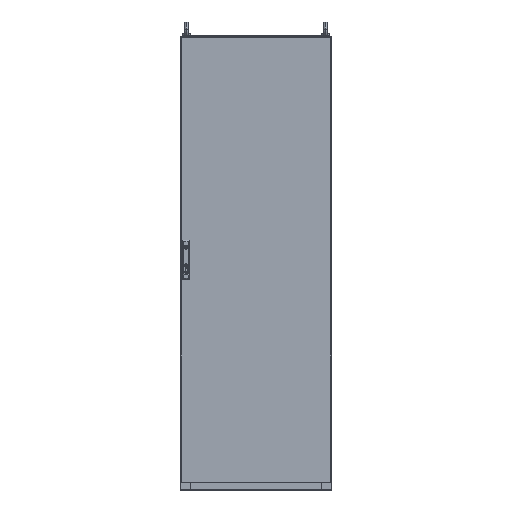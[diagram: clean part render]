
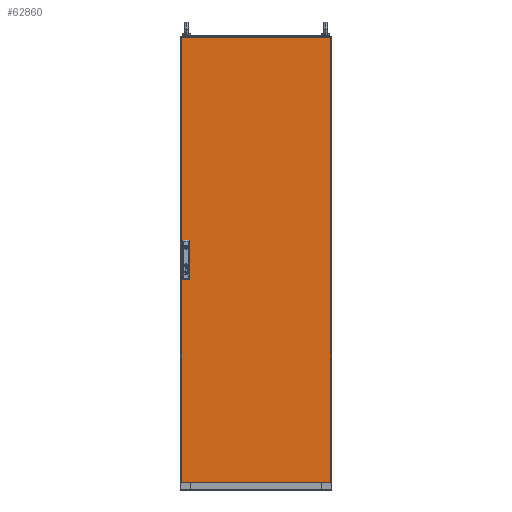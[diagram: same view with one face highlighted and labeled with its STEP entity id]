
A CAD part, top view. The second image highlights one B-rep face of the part: STEP entity #62860.
In plain terms, the highlighted planar face has unit normal (0, 0, 1).
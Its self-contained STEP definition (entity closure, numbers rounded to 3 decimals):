
#284 = EDGE_CURVE ( 'NONE', #123766, #110086, #60650, .T. ) ;
#943 = PLANE ( 'NONE',  #6538 ) ;
#3931 = DIRECTION ( 'NONE',  ( 1., 0., 0. ) ) ;
#6538 = AXIS2_PLACEMENT_3D ( 'NONE', #95820, #62300, #60701 ) ;
#9451 = LINE ( 'NONE', #22207, #125184 ) ;
#10222 = DIRECTION ( 'NONE',  ( 0., 1., 0. ) ) ;
#11359 = ORIENTED_EDGE ( 'NONE', *, *, #84150, .F. ) ;
#12101 = ORIENTED_EDGE ( 'NONE', *, *, #87572, .F. ) ;
#16462 = DIRECTION ( 'NONE',  ( 0., -1., 0. ) ) ;
#16783 = VECTOR ( 'NONE', #3931, 1000. ) ;
#17299 = EDGE_CURVE ( 'NONE', #18974, #109231, #69648, .T. ) ;
#18974 = VERTEX_POINT ( 'NONE', #123943 ) ;
#19429 = ORIENTED_EDGE ( 'NONE', *, *, #156130, .T. ) ;
#21126 = VECTOR ( 'NONE', #43519, 1000. ) ;
#22207 = CARTESIAN_POINT ( 'NONE',  ( -265.7, -61.5, 0. ) ) ;
#23226 = LINE ( 'NONE', #110757, #100995 ) ;
#23460 = DIRECTION ( 'NONE',  ( 1., 0., 0. ) ) ;
#24106 = FACE_OUTER_BOUND ( 'NONE', #28603, .T. ) ;
#26033 = CARTESIAN_POINT ( 'NONE',  ( -297., 897., 0. ) ) ;
#28603 = EDGE_LOOP ( 'NONE', ( #71953, #48513, #19429, #61310 ) ) ;
#29594 = ORIENTED_EDGE ( 'NONE', *, *, #34205, .F. ) ;
#34130 = CARTESIAN_POINT ( 'NONE',  ( -297., 897., 0. ) ) ;
#34205 = EDGE_CURVE ( 'NONE', #79305, #18974, #65834, .T. ) ;
#35382 = LINE ( 'NONE', #132501, #131774 ) ;
#35671 = DIRECTION ( 'NONE',  ( -1., 0., 0. ) ) ;
#36031 = FACE_BOUND ( 'NONE', #106305, .T. ) ;
#41118 = EDGE_CURVE ( 'NONE', #109231, #145183, #128009, .T. ) ;
#41166 = CARTESIAN_POINT ( 'NONE',  ( -290.7, 38.5, 0. ) ) ;
#43519 = DIRECTION ( 'NONE',  ( 0., 1., 0. ) ) ;
#46941 = VECTOR ( 'NONE', #16462, 1000. ) ;
#47125 = VECTOR ( 'NONE', #35671, 1000. ) ;
#47958 = FACE_BOUND ( 'NONE', #94887, .T. ) ;
#48104 = CARTESIAN_POINT ( 'NONE',  ( -290.7, -11.5, 0. ) ) ;
#48513 = ORIENTED_EDGE ( 'NONE', *, *, #118235, .T. ) ;
#48688 = DIRECTION ( 'NONE',  ( 0., -1., 0. ) ) ;
#53508 = CARTESIAN_POINT ( 'NONE',  ( -265.7, -11.5, 0. ) ) ;
#59898 = VECTOR ( 'NONE', #108888, 1000. ) ;
#60650 = LINE ( 'NONE', #97327, #76651 ) ;
#60701 = DIRECTION ( 'NONE',  ( 1., 0., 0. ) ) ;
#60996 = ORIENTED_EDGE ( 'NONE', *, *, #284, .F. ) ;
#61032 = VECTOR ( 'NONE', #150640, 1000. ) ;
#61310 = ORIENTED_EDGE ( 'NONE', *, *, #102800, .T. ) ;
#62300 = DIRECTION ( 'NONE',  ( 0., 0., 1. ) ) ;
#62860 = ADVANCED_FACE ( 'NONE', ( #47958, #36031, #24106 ), #943, .T. ) ;
#62926 = ORIENTED_EDGE ( 'NONE', *, *, #17299, .F. ) ;
#63704 = CARTESIAN_POINT ( 'NONE',  ( -290.7, -61.5, 0. ) ) ;
#65834 = LINE ( 'NONE', #41166, #46941 ) ;
#66986 = VERTEX_POINT ( 'NONE', #104517 ) ;
#67388 = CARTESIAN_POINT ( 'NONE',  ( 297., 897., 0. ) ) ;
#67866 = LINE ( 'NONE', #53508, #61032 ) ;
#68678 = CARTESIAN_POINT ( 'NONE',  ( -297., -870., 0. ) ) ;
#68707 = ORIENTED_EDGE ( 'NONE', *, *, #94084, .F. ) ;
#69056 = EDGE_CURVE ( 'NONE', #110086, #122208, #35382, .T. ) ;
#69648 = LINE ( 'NONE', #145823, #71066 ) ;
#71066 = VECTOR ( 'NONE', #74177, 1000. ) ;
#71953 = ORIENTED_EDGE ( 'NONE', *, *, #96179, .T. ) ;
#74177 = DIRECTION ( 'NONE',  ( 1., 0., 0. ) ) ;
#74871 = CARTESIAN_POINT ( 'NONE',  ( -265.7, 88.5, 0. ) ) ;
#76150 = VERTEX_POINT ( 'NONE', #157483 ) ;
#76651 = VECTOR ( 'NONE', #48688, 1000. ) ;
#79305 = VERTEX_POINT ( 'NONE', #125044 ) ;
#79367 = LINE ( 'NONE', #67388, #21126 ) ;
#84150 = EDGE_CURVE ( 'NONE', #66986, #123766, #67866, .T. ) ;
#85587 = ORIENTED_EDGE ( 'NONE', *, *, #41118, .F. ) ;
#86604 = LINE ( 'NONE', #26033, #59898 ) ;
#87572 = EDGE_CURVE ( 'NONE', #145183, #79305, #23226, .T. ) ;
#90740 = VERTEX_POINT ( 'NONE', #124403 ) ;
#91450 = CARTESIAN_POINT ( 'NONE',  ( -265.7, 38.5, 0. ) ) ;
#92760 = CARTESIAN_POINT ( 'NONE',  ( -297., 897., 0. ) ) ;
#93893 = LINE ( 'NONE', #34130, #47125 ) ;
#94084 = EDGE_CURVE ( 'NONE', #122208, #66986, #9451, .T. ) ;
#94887 = EDGE_LOOP ( 'NONE', ( #29594, #12101, #85587, #62926 ) ) ;
#95820 = CARTESIAN_POINT ( 'NONE',  ( 0., 0., 0. ) ) ;
#96179 = EDGE_CURVE ( 'NONE', #117916, #108368, #86604, .T. ) ;
#97327 = CARTESIAN_POINT ( 'NONE',  ( -290.7, -61.5, 0. ) ) ;
#100995 = VECTOR ( 'NONE', #133027, 1000. ) ;
#102800 = EDGE_CURVE ( 'NONE', #90740, #117916, #93893, .T. ) ;
#103021 = VECTOR ( 'NONE', #129569, 1000. ) ;
#104517 = CARTESIAN_POINT ( 'NONE',  ( -265.7, -11.5, 0. ) ) ;
#106305 = EDGE_LOOP ( 'NONE', ( #60996, #11359, #68707, #140452 ) ) ;
#108368 = VERTEX_POINT ( 'NONE', #68678 ) ;
#108888 = DIRECTION ( 'NONE',  ( 0., -1., 0. ) ) ;
#109231 = VERTEX_POINT ( 'NONE', #154376 ) ;
#110086 = VERTEX_POINT ( 'NONE', #63704 ) ;
#110757 = CARTESIAN_POINT ( 'NONE',  ( -265.7, 88.5, 0. ) ) ;
#113032 = CARTESIAN_POINT ( 'NONE',  ( -297., -870., 0. ) ) ;
#117916 = VERTEX_POINT ( 'NONE', #92760 ) ;
#118235 = EDGE_CURVE ( 'NONE', #108368, #76150, #149623, .T. ) ;
#122208 = VERTEX_POINT ( 'NONE', #156749 ) ;
#123766 = VERTEX_POINT ( 'NONE', #48104 ) ;
#123943 = CARTESIAN_POINT ( 'NONE',  ( -290.7, 38.5, 0. ) ) ;
#124403 = CARTESIAN_POINT ( 'NONE',  ( 297., 897., 0. ) ) ;
#125044 = CARTESIAN_POINT ( 'NONE',  ( -290.7, 88.5, 0. ) ) ;
#125184 = VECTOR ( 'NONE', #10222, 1000. ) ;
#128009 = LINE ( 'NONE', #91450, #103021 ) ;
#129569 = DIRECTION ( 'NONE',  ( 0., 1., 0. ) ) ;
#131774 = VECTOR ( 'NONE', #23460, 1000. ) ;
#132501 = CARTESIAN_POINT ( 'NONE',  ( -265.7, -61.5, 0. ) ) ;
#133027 = DIRECTION ( 'NONE',  ( -1., 0., 0. ) ) ;
#140452 = ORIENTED_EDGE ( 'NONE', *, *, #69056, .F. ) ;
#145183 = VERTEX_POINT ( 'NONE', #74871 ) ;
#145823 = CARTESIAN_POINT ( 'NONE',  ( -265.7, 38.5, 0. ) ) ;
#149623 = LINE ( 'NONE', #113032, #16783 ) ;
#150640 = DIRECTION ( 'NONE',  ( -1., 0., 0. ) ) ;
#154376 = CARTESIAN_POINT ( 'NONE',  ( -265.7, 38.5, 0. ) ) ;
#156130 = EDGE_CURVE ( 'NONE', #76150, #90740, #79367, .T. ) ;
#156749 = CARTESIAN_POINT ( 'NONE',  ( -265.7, -61.5, 0. ) ) ;
#157483 = CARTESIAN_POINT ( 'NONE',  ( 297., -870., 0. ) ) ;
